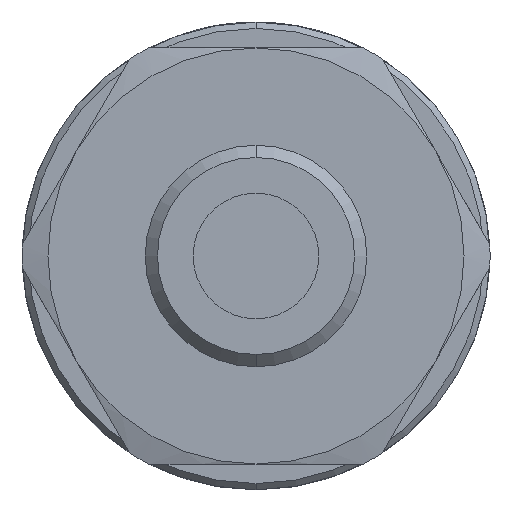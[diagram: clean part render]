
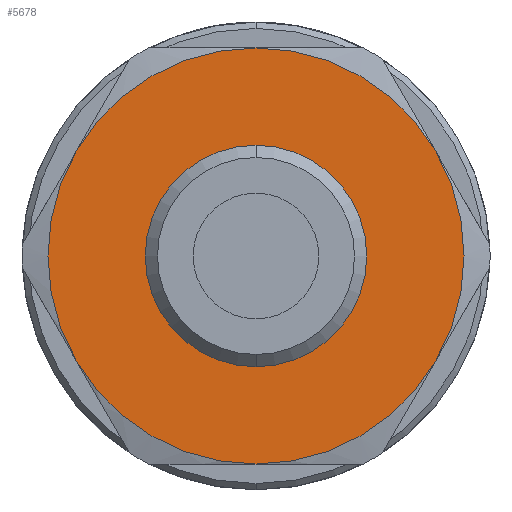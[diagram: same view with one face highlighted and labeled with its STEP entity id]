
A CAD part, left-side view. The second image highlights one B-rep face of the part: STEP entity #5678.
In plain terms, the highlighted planar face has unit normal (-1, 0, 0).
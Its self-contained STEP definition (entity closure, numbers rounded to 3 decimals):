
#281 = EDGE_CURVE ( 'NONE', #6580, #5060, #1259, .T. ) ;
#397 = AXIS2_PLACEMENT_3D ( 'NONE', #8929, #1048, #4119 ) ;
#439 = CIRCLE ( 'NONE', #397, 25.4 ) ;
#542 = DIRECTION ( 'NONE',  ( 0., 0., -1. ) ) ;
#555 = EDGE_LOOP ( 'NONE', ( #8725, #8443 ) ) ;
#576 = DIRECTION ( 'NONE',  ( 1., 0., 0. ) ) ;
#684 = DIRECTION ( 'NONE',  ( 0., 0., -1. ) ) ;
#800 = EDGE_CURVE ( 'NONE', #5060, #8177, #2949, .T. ) ;
#1048 = DIRECTION ( 'NONE',  ( 1., 0., 0. ) ) ;
#1133 = EDGE_CURVE ( 'NONE', #8177, #3580, #4553, .T. ) ;
#1145 = DIRECTION ( 'NONE',  ( 0., 0., -1. ) ) ;
#1259 = CIRCLE ( 'NONE', #1719, 25.4 ) ;
#1289 = CARTESIAN_POINT ( 'NONE',  ( 9.082, 527.384, -25.4 ) ) ;
#1599 = CARTESIAN_POINT ( 'NONE',  ( 9.082, 527.384, 0. ) ) ;
#1613 = EDGE_LOOP ( 'NONE', ( #1737, #6504, #3464, #5938, #7486, #6388 ) ) ;
#1719 = AXIS2_PLACEMENT_3D ( 'NONE', #2027, #5905, #1145 ) ;
#1737 = ORIENTED_EDGE ( 'NONE', *, *, #3902, .F. ) ;
#1842 = AXIS2_PLACEMENT_3D ( 'NONE', #5300, #576, #7834 ) ;
#2027 = CARTESIAN_POINT ( 'NONE',  ( 9.082, 527.384, 0. ) ) ;
#2483 = CARTESIAN_POINT ( 'NONE',  ( 9.082, 549.381, -12.7 ) ) ;
#2494 = DIRECTION ( 'NONE',  ( 1., 0., 0. ) ) ;
#2597 = DIRECTION ( 'NONE',  ( 0., 0., -1. ) ) ;
#2840 = CARTESIAN_POINT ( 'NONE',  ( 9.082, 527.384, 0. ) ) ;
#2949 = CIRCLE ( 'NONE', #6473, 25.4 ) ;
#3107 = VERTEX_POINT ( 'NONE', #6851 ) ;
#3133 = AXIS2_PLACEMENT_3D ( 'NONE', #8865, #9642, #2597 ) ;
#3136 = AXIS2_PLACEMENT_3D ( 'NONE', #2840, #7529, #542 ) ;
#3197 = VERTEX_POINT ( 'NONE', #2483 ) ;
#3464 = ORIENTED_EDGE ( 'NONE', *, *, #800, .F. ) ;
#3580 = VERTEX_POINT ( 'NONE', #1289 ) ;
#3683 = CARTESIAN_POINT ( 'NONE',  ( 9.082, 527.384, 0. ) ) ;
#3902 = EDGE_CURVE ( 'NONE', #3580, #3197, #8525, .T. ) ;
#3966 = VERTEX_POINT ( 'NONE', #8101 ) ;
#4062 = CARTESIAN_POINT ( 'NONE',  ( 9.082, 505.387, 12.7 ) ) ;
#4119 = DIRECTION ( 'NONE',  ( 0., 0., -1. ) ) ;
#4405 = DIRECTION ( 'NONE',  ( 0., 0., -1. ) ) ;
#4553 = CIRCLE ( 'NONE', #3136, 25.4 ) ;
#4558 = DIRECTION ( 'NONE',  ( 1., 0., 0. ) ) ;
#4739 = FACE_BOUND ( 'NONE', #555, .T. ) ;
#5019 = CIRCLE ( 'NONE', #9320, 12.789 ) ;
#5060 = VERTEX_POINT ( 'NONE', #4062 ) ;
#5300 = CARTESIAN_POINT ( 'NONE',  ( 9.082, 527.384, 0. ) ) ;
#5678 = ADVANCED_FACE ( 'NONE', ( #6863, #4739 ), #9676, .F. ) ;
#5682 = CIRCLE ( 'NONE', #1842, 12.789 ) ;
#5714 = CIRCLE ( 'NONE', #8093, 25.4 ) ;
#5905 = DIRECTION ( 'NONE',  ( 1., 0., 0. ) ) ;
#5922 = DIRECTION ( 'NONE',  ( 1., 0., 0. ) ) ;
#5938 = ORIENTED_EDGE ( 'NONE', *, *, #281, .F. ) ;
#5951 = EDGE_CURVE ( 'NONE', #6120, #6580, #5714, .T. ) ;
#6120 = VERTEX_POINT ( 'NONE', #9593 ) ;
#6388 = ORIENTED_EDGE ( 'NONE', *, *, #6960, .F. ) ;
#6473 = AXIS2_PLACEMENT_3D ( 'NONE', #8475, #5922, #4405 ) ;
#6504 = ORIENTED_EDGE ( 'NONE', *, *, #1133, .F. ) ;
#6580 = VERTEX_POINT ( 'NONE', #8882 ) ;
#6588 = CARTESIAN_POINT ( 'NONE',  ( 9.082, 505.387, -12.7 ) ) ;
#6652 = AXIS2_PLACEMENT_3D ( 'NONE', #1599, #2494, #7278 ) ;
#6831 = CARTESIAN_POINT ( 'NONE',  ( 9.082, 527.384, 0. ) ) ;
#6851 = CARTESIAN_POINT ( 'NONE',  ( 9.082, 527.384, 12.789 ) ) ;
#6863 = FACE_OUTER_BOUND ( 'NONE', #1613, .T. ) ;
#6960 = EDGE_CURVE ( 'NONE', #3197, #6120, #439, .T. ) ;
#7278 = DIRECTION ( 'NONE',  ( 0., 0., -1. ) ) ;
#7486 = ORIENTED_EDGE ( 'NONE', *, *, #5951, .F. ) ;
#7529 = DIRECTION ( 'NONE',  ( 1., 0., 0. ) ) ;
#7834 = DIRECTION ( 'NONE',  ( 0., 0., -1. ) ) ;
#7859 = EDGE_CURVE ( 'NONE', #3966, #3107, #5682, .T. ) ;
#8093 = AXIS2_PLACEMENT_3D ( 'NONE', #3683, #9212, #8403 ) ;
#8101 = CARTESIAN_POINT ( 'NONE',  ( 9.082, 527.384, -12.789 ) ) ;
#8177 = VERTEX_POINT ( 'NONE', #6588 ) ;
#8403 = DIRECTION ( 'NONE',  ( 0., 0., -1. ) ) ;
#8443 = ORIENTED_EDGE ( 'NONE', *, *, #9543, .T. ) ;
#8475 = CARTESIAN_POINT ( 'NONE',  ( 9.082, 527.384, 0. ) ) ;
#8525 = CIRCLE ( 'NONE', #6652, 25.4 ) ;
#8725 = ORIENTED_EDGE ( 'NONE', *, *, #7859, .T. ) ;
#8865 = CARTESIAN_POINT ( 'NONE',  ( 9.082, 0., 0. ) ) ;
#8882 = CARTESIAN_POINT ( 'NONE',  ( 9.082, 527.384, 25.4 ) ) ;
#8929 = CARTESIAN_POINT ( 'NONE',  ( 9.082, 527.384, 0. ) ) ;
#9212 = DIRECTION ( 'NONE',  ( 1., 0., 0. ) ) ;
#9320 = AXIS2_PLACEMENT_3D ( 'NONE', #6831, #4558, #684 ) ;
#9543 = EDGE_CURVE ( 'NONE', #3107, #3966, #5019, .T. ) ;
#9593 = CARTESIAN_POINT ( 'NONE',  ( 9.082, 549.381, 12.7 ) ) ;
#9642 = DIRECTION ( 'NONE',  ( 1., 0., 0. ) ) ;
#9676 = PLANE ( 'NONE',  #3133 ) ;
